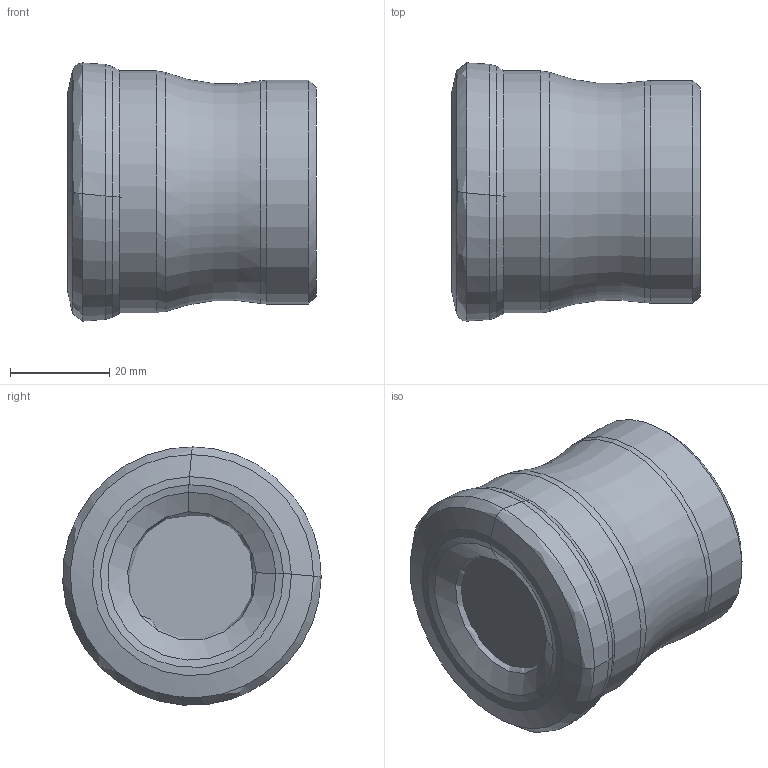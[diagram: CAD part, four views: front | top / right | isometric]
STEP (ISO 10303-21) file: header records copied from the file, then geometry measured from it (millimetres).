
FILE_DESCRIPTION(/* description */ (''),/* implementation_level */ '2;1');
FILE_NAME(/* name */ 'AHFMC-WD0805D-D052-A22-Z04-H.stp',/* time_stamp */ '2023-10-12T11:05:14+03:00',/* author */ (''),/* organization */ (''),/* preprocessor_version */ 'ST-DEVELOPER v19.4',/* originating_system */ 'SIEMENS PLM Software NX2306.5001',/* authorisation */ '');
FILE_SCHEMA (('AUTOMOTIVE_DESIGN { 1 0 10303 214 3 1 1 1 }'));
Length unit declared in the file: millimetre
Products named in the file (1): AHFMC-WD0805D-D052-A22-Z04-H-LIGHT_x_t_objects
Bounding box: 50 x 51.96 x 51.92 mm (x, y, z)
Volume: 98352.1 mm3; surface area: 15914.2 mm2
Topology: 2 solids, 2 shells, 51 faces, 98 edges, 50 vertices
Faces by surface type: bspline 29, torus 11, plane 5, revolution 3, cylinder 2, cone 1
Full cylindrical faces by diameter (mm): 45 x1, 48.75 x1
Entity records: 1507 total; most frequent: CARTESIAN_POINT 593, DIRECTION 179, ORIENTED_EDGE 160, EDGE_CURVE 80, AXIS2_PLACEMENT_3D 76, EDGE_LOOP 70, CIRCLE 56, ADVANCED_FACE 51
